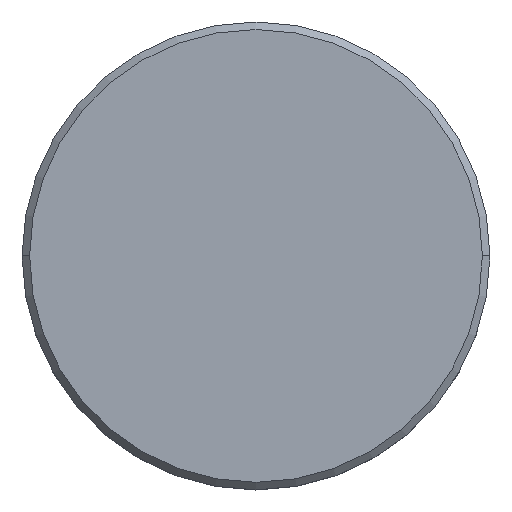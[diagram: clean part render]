
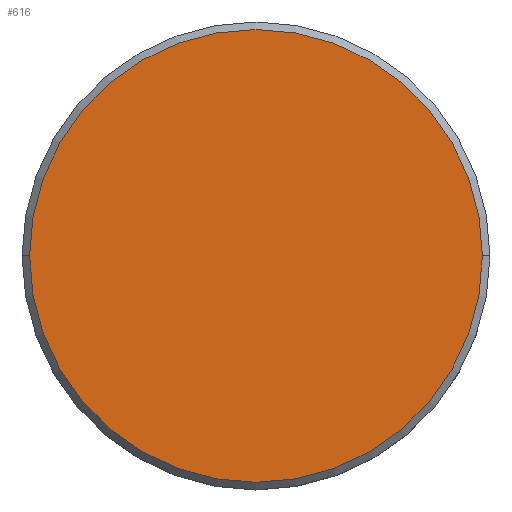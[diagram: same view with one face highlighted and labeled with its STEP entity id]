
A CAD part, top view. The second image highlights one B-rep face of the part: STEP entity #616.
In plain terms, the highlighted planar face has unit normal (0, 0, 1).
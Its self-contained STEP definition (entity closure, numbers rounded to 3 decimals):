
#69 = DIRECTION ( 'NONE',  ( 0., 0., 1. ) ) ;
#97 = AXIS2_PLACEMENT_3D ( 'NONE', #951, #665, #1028 ) ;
#143 = DIRECTION ( 'NONE',  ( 1., 0., 0. ) ) ;
#172 = VERTEX_POINT ( 'NONE', #823 ) ;
#277 = VERTEX_POINT ( 'NONE', #281 ) ;
#281 = CARTESIAN_POINT ( 'NONE',  ( -15., 0., 0. ) ) ;
#480 = EDGE_CURVE ( 'NONE', #277, #172, #741, .T. ) ;
#503 = AXIS2_PLACEMENT_3D ( 'NONE', #994, #69, #143 ) ;
#583 = PLANE ( 'NONE',  #97 ) ;
#616 = ADVANCED_FACE ( 'NONE', ( #854 ), #583, .T. ) ;
#665 = DIRECTION ( 'NONE',  ( 0., 0., 1. ) ) ;
#704 = CARTESIAN_POINT ( 'NONE',  ( 0., 0., 0. ) ) ;
#741 = CIRCLE ( 'NONE', #911, 15. ) ;
#797 = DIRECTION ( 'NONE',  ( 1., 0., 0. ) ) ;
#823 = CARTESIAN_POINT ( 'NONE',  ( 15., 0., 0. ) ) ;
#830 = ORIENTED_EDGE ( 'NONE', *, *, #480, .T. ) ;
#854 = FACE_OUTER_BOUND ( 'NONE', #1025, .T. ) ;
#911 = AXIS2_PLACEMENT_3D ( 'NONE', #704, #1162, #797 ) ;
#916 = ORIENTED_EDGE ( 'NONE', *, *, #1037, .T. ) ;
#951 = CARTESIAN_POINT ( 'NONE',  ( 0., 0., 0. ) ) ;
#994 = CARTESIAN_POINT ( 'NONE',  ( 0., 0., 0. ) ) ;
#1024 = CIRCLE ( 'NONE', #503, 15. ) ;
#1025 = EDGE_LOOP ( 'NONE', ( #830, #916 ) ) ;
#1028 = DIRECTION ( 'NONE',  ( 1., 0., 0. ) ) ;
#1037 = EDGE_CURVE ( 'NONE', #172, #277, #1024, .T. ) ;
#1162 = DIRECTION ( 'NONE',  ( 0., 0., 1. ) ) ;
